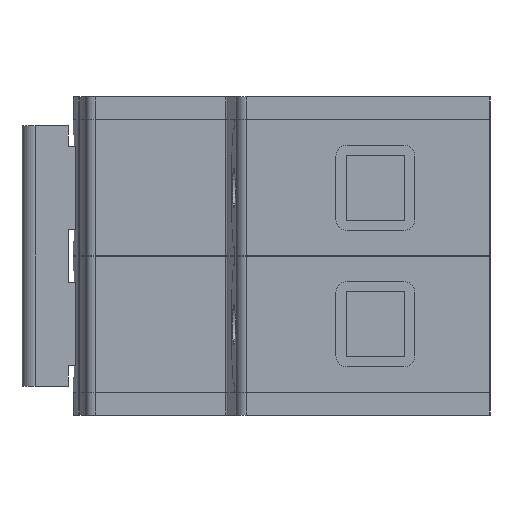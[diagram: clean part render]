
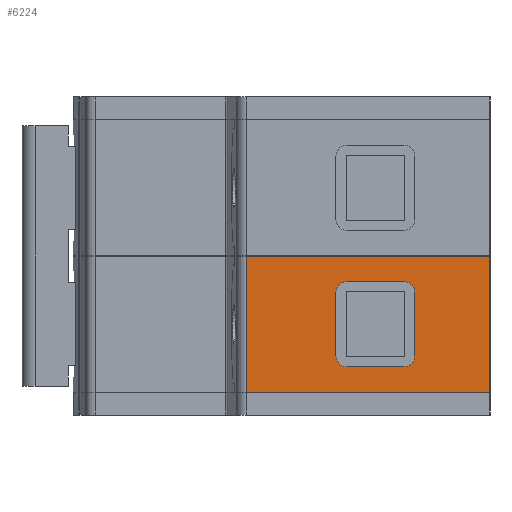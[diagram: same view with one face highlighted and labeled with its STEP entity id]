
A CAD part, left-side view. The second image highlights one B-rep face of the part: STEP entity #6224.
In plain terms, the highlighted planar face has unit normal (-1, 0, 0).
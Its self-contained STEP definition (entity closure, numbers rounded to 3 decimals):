
#66 = VERTEX_POINT ( 'NONE', #3070 ) ;
#173 = CARTESIAN_POINT ( 'NONE',  ( -47.5, 24.5, 19.75 ) ) ;
#251 = AXIS2_PLACEMENT_3D ( 'NONE', #6742, #2189, #1493 ) ;
#386 = VECTOR ( 'NONE', #1771, 1000. ) ;
#539 = ORIENTED_EDGE ( 'NONE', *, *, #8345, .T. ) ;
#978 = DIRECTION ( 'NONE',  ( 0., -1., 0. ) ) ;
#1017 = ORIENTED_EDGE ( 'NONE', *, *, #4421, .T. ) ;
#1026 = EDGE_CURVE ( 'NONE', #1295, #66, #7632, .T. ) ;
#1064 = AXIS2_PLACEMENT_3D ( 'NONE', #4045, #4121, #2699 ) ;
#1295 = VERTEX_POINT ( 'NONE', #2475 ) ;
#1301 = CARTESIAN_POINT ( 'NONE',  ( -47.5, 42.119, 26.95 ) ) ;
#1329 = DIRECTION ( 'NONE',  ( 1., 0., 0. ) ) ;
#1359 = DIRECTION ( 'NONE',  ( 1., 0., 0. ) ) ;
#1451 = PLANE ( 'NONE',  #251 ) ;
#1493 = DIRECTION ( 'NONE',  ( 0., 1., 0. ) ) ;
#1536 = VERTEX_POINT ( 'NONE', #173 ) ;
#1609 = CARTESIAN_POINT ( 'NONE',  ( -47.5, 88.828, 26.95 ) ) ;
#1612 = CARTESIAN_POINT ( 'NONE',  ( -47.5, 42.119, 5.05 ) ) ;
#1694 = DIRECTION ( 'NONE',  ( 0., 0., -1. ) ) ;
#1733 = VERTEX_POINT ( 'NONE', #5704 ) ;
#1755 = LINE ( 'NONE', #6972, #3883 ) ;
#1760 = CARTESIAN_POINT ( 'NONE',  ( -47.5, 24.5, 27. ) ) ;
#1771 = DIRECTION ( 'NONE',  ( 0., 0., -1. ) ) ;
#1813 = CARTESIAN_POINT ( 'NONE',  ( -47.5, 22.3, 5.05 ) ) ;
#2189 = DIRECTION ( 'NONE',  ( 1., 0., 0. ) ) ;
#2209 = EDGE_CURVE ( 'NONE', #1536, #3474, #8593, .T. ) ;
#2265 = CARTESIAN_POINT ( 'NONE',  ( -47.5, -6., 27. ) ) ;
#2475 = CARTESIAN_POINT ( 'NONE',  ( -47.5, 8.9, 7.25 ) ) ;
#2516 = VERTEX_POINT ( 'NONE', #5558 ) ;
#2522 = EDGE_CURVE ( 'NONE', #2516, #1295, #2923, .T. ) ;
#2545 = VERTEX_POINT ( 'NONE', #5596 ) ;
#2680 = ORIENTED_EDGE ( 'NONE', *, *, #6705, .F. ) ;
#2699 = DIRECTION ( 'NONE',  ( 0., 1., 0. ) ) ;
#2762 = VECTOR ( 'NONE', #1694, 1000. ) ;
#2833 = FACE_OUTER_BOUND ( 'NONE', #5066, .T. ) ;
#2923 = LINE ( 'NONE', #4874, #7058 ) ;
#2934 = EDGE_CURVE ( 'NONE', #8104, #7406, #4816, .T. ) ;
#3002 = CIRCLE ( 'NONE', #4798, 2.2 ) ;
#3061 = DIRECTION ( 'NONE',  ( 0., -1., 0. ) ) ;
#3070 = CARTESIAN_POINT ( 'NONE',  ( -47.5, 11.1, 5.05 ) ) ;
#3415 = EDGE_CURVE ( 'NONE', #3474, #2545, #1755, .T. ) ;
#3474 = VERTEX_POINT ( 'NONE', #7836 ) ;
#3494 = VERTEX_POINT ( 'NONE', #4493 ) ;
#3676 = ORIENTED_EDGE ( 'NONE', *, *, #3415, .T. ) ;
#3883 = VECTOR ( 'NONE', #978, 1000. ) ;
#3926 = CARTESIAN_POINT ( 'NONE',  ( -47.5, 22.3, 7.25 ) ) ;
#4045 = CARTESIAN_POINT ( 'NONE',  ( -47.5, 11.1, 19.75 ) ) ;
#4121 = DIRECTION ( 'NONE',  ( 1., 0., 0. ) ) ;
#4182 = DIRECTION ( 'NONE',  ( 0., -1., 0. ) ) ;
#4192 = VECTOR ( 'NONE', #8230, 1000. ) ;
#4367 = LINE ( 'NONE', #1760, #4192 ) ;
#4386 = DIRECTION ( 'NONE',  ( 0., 1., 0. ) ) ;
#4421 = EDGE_CURVE ( 'NONE', #2545, #2516, #6196, .T. ) ;
#4493 = CARTESIAN_POINT ( 'NONE',  ( -47.5, 42.119, 0. ) ) ;
#4566 = DIRECTION ( 'NONE',  ( 0., 1., 0. ) ) ;
#4641 = EDGE_CURVE ( 'NONE', #8104, #3494, #7155, .T. ) ;
#4798 = AXIS2_PLACEMENT_3D ( 'NONE', #3926, #1359, #4566 ) ;
#4816 = LINE ( 'NONE', #1609, #6209 ) ;
#4874 = CARTESIAN_POINT ( 'NONE',  ( -47.5, 8.9, 27. ) ) ;
#5066 = EDGE_LOOP ( 'NONE', ( #2680, #7532, #6971, #6887 ) ) ;
#5092 = EDGE_CURVE ( 'NONE', #66, #8418, #6383, .T. ) ;
#5143 = CARTESIAN_POINT ( 'NONE',  ( -47.5, 22.3, 19.75 ) ) ;
#5158 = CARTESIAN_POINT ( 'NONE',  ( -47.5, -6., 0. ) ) ;
#5197 = CARTESIAN_POINT ( 'NONE',  ( -47.5, 11.1, 7.25 ) ) ;
#5261 = ORIENTED_EDGE ( 'NONE', *, *, #5092, .T. ) ;
#5558 = CARTESIAN_POINT ( 'NONE',  ( -47.5, 8.9, 19.75 ) ) ;
#5596 = CARTESIAN_POINT ( 'NONE',  ( -47.5, 11.1, 21.95 ) ) ;
#5611 = ORIENTED_EDGE ( 'NONE', *, *, #1026, .T. ) ;
#5617 = LINE ( 'NONE', #2265, #2762 ) ;
#5693 = CARTESIAN_POINT ( 'NONE',  ( -47.5, 42.119, 0. ) ) ;
#5704 = CARTESIAN_POINT ( 'NONE',  ( -47.5, 24.5, 7.25 ) ) ;
#5772 = DIRECTION ( 'NONE',  ( 0., 1., 0. ) ) ;
#5802 = ORIENTED_EDGE ( 'NONE', *, *, #7652, .T. ) ;
#6000 = EDGE_CURVE ( 'NONE', #3494, #6845, #6346, .T. ) ;
#6196 = CIRCLE ( 'NONE', #1064, 2.2 ) ;
#6197 = VECTOR ( 'NONE', #3061, 1000. ) ;
#6209 = VECTOR ( 'NONE', #4182, 1000. ) ;
#6222 = AXIS2_PLACEMENT_3D ( 'NONE', #5143, #1329, #5772 ) ;
#6224 = ADVANCED_FACE ( 'NONE', ( #7428, #2833 ), #1451, .F. ) ;
#6346 = LINE ( 'NONE', #5693, #6197 ) ;
#6378 = AXIS2_PLACEMENT_3D ( 'NONE', #5197, #7849, #7204 ) ;
#6383 = LINE ( 'NONE', #1612, #6638 ) ;
#6412 = CARTESIAN_POINT ( 'NONE',  ( -47.5, 42.119, 27. ) ) ;
#6638 = VECTOR ( 'NONE', #4386, 1000. ) ;
#6705 = EDGE_CURVE ( 'NONE', #7406, #6845, #5617, .T. ) ;
#6742 = CARTESIAN_POINT ( 'NONE',  ( -47.5, 42.119, 27. ) ) ;
#6845 = VERTEX_POINT ( 'NONE', #5158 ) ;
#6887 = ORIENTED_EDGE ( 'NONE', *, *, #6000, .T. ) ;
#6971 = ORIENTED_EDGE ( 'NONE', *, *, #4641, .T. ) ;
#6972 = CARTESIAN_POINT ( 'NONE',  ( -47.5, 42.119, 21.95 ) ) ;
#7058 = VECTOR ( 'NONE', #7648, 1000. ) ;
#7155 = LINE ( 'NONE', #6412, #386 ) ;
#7161 = ORIENTED_EDGE ( 'NONE', *, *, #2209, .T. ) ;
#7204 = DIRECTION ( 'NONE',  ( 0., 1., 0. ) ) ;
#7406 = VERTEX_POINT ( 'NONE', #7972 ) ;
#7428 = FACE_BOUND ( 'NONE', #7853, .T. ) ;
#7532 = ORIENTED_EDGE ( 'NONE', *, *, #2934, .F. ) ;
#7632 = CIRCLE ( 'NONE', #6378, 2.2 ) ;
#7648 = DIRECTION ( 'NONE',  ( 0., 0., -1. ) ) ;
#7652 = EDGE_CURVE ( 'NONE', #8418, #1733, #3002, .T. ) ;
#7836 = CARTESIAN_POINT ( 'NONE',  ( -47.5, 22.3, 21.95 ) ) ;
#7849 = DIRECTION ( 'NONE',  ( 1., 0., 0. ) ) ;
#7853 = EDGE_LOOP ( 'NONE', ( #539, #7161, #3676, #1017, #7996, #5611, #5261, #5802 ) ) ;
#7972 = CARTESIAN_POINT ( 'NONE',  ( -47.5, -6., 26.95 ) ) ;
#7996 = ORIENTED_EDGE ( 'NONE', *, *, #2522, .T. ) ;
#8104 = VERTEX_POINT ( 'NONE', #1301 ) ;
#8230 = DIRECTION ( 'NONE',  ( 0., 0., 1. ) ) ;
#8345 = EDGE_CURVE ( 'NONE', #1733, #1536, #4367, .T. ) ;
#8418 = VERTEX_POINT ( 'NONE', #1813 ) ;
#8593 = CIRCLE ( 'NONE', #6222, 2.2 ) ;
